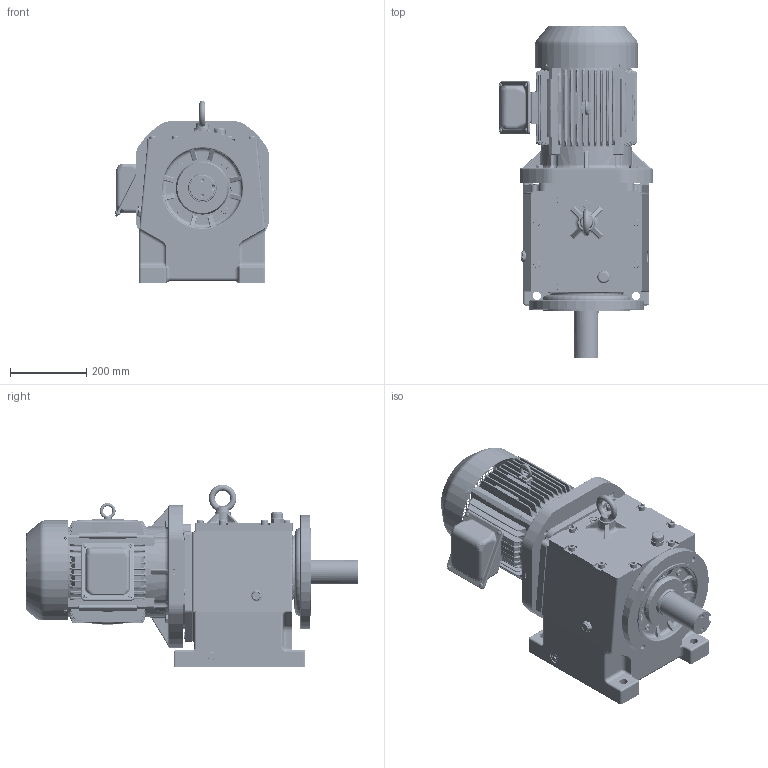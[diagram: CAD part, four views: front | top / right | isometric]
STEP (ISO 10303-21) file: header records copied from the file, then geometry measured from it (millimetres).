
FILE_DESCRIPTION(/* description */ ('Unknown'),/* implementation_level */ '2;1');
FILE_NAME(/* name */ 'EK2DO07245H001_HFM25_132M_CUSTOMER',/* time_stamp */ '2020-01-17T10:27:40+09:00',/* author */ ('Unknown'),/* organization */ ('Unknown'),/* preprocessor_version */ 'ST-DEVELOPER v16.7',/* originating_system */ 'DEX',/* authorisation */ $);
FILE_SCHEMA (('AUTOMOTIVE_DESIGN {1 0 10303 214 3 1 1}'));
Products named in the file (1): だお1
Bounding box: 404.42 x 870.67 x 479.29 mm (x, y, z)
Volume: 54683802.7 mm3; surface area: 1954309.2 mm2
Topology: 2 solids, 81 shells, 5688 faces, 14990 edges, 9493 vertices
Faces by surface type: plane 2369, cylinder 2179, bspline 793, torus 168, cone 150, sphere 29
Full cylindrical faces by diameter (mm): 2.6 x4, 3 x1, 4.917 x8, 5 x4, 6 x8, 6.647 x16, 7 x8, 7.7 x1, 8 x8, 8.376 x3, 8.917 x4, 9 x1, 10 x4, 10.106 x104, 10.5 x4, 10.917 x4, 12 x25, 13.033 x1, 13.835 x4, 14 x30, 15 x2, 16 x1, 16.4 x1, 18 x25, 18.376 x3, 19.5 x6, 20 x18, 20.376 x25, 22 x5, 27 x1
Entity records: 244525 total; most frequent: CARTESIAN_POINT 87739, ORIENTED_EDGE 27992, DIRECTION 27071, EDGE_CURVE 13996, AXIS2_PLACEMENT_3D 9883, VERTEX_POINT 9080, LINE 7305, VECTOR 7305
